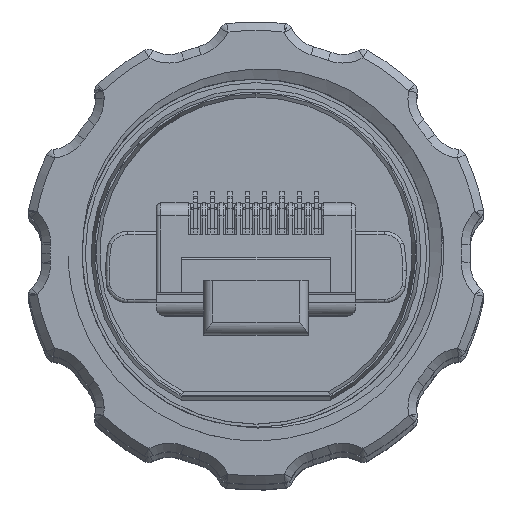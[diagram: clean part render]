
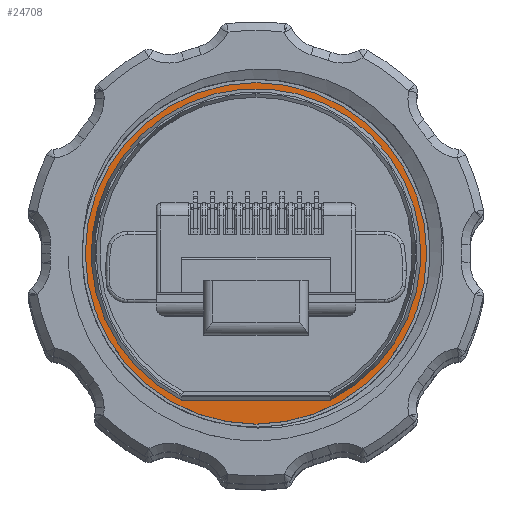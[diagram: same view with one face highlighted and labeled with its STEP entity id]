
A CAD part, top view. The second image highlights one B-rep face of the part: STEP entity #24708.
In plain terms, the highlighted planar face has unit normal (0, 0, 1).
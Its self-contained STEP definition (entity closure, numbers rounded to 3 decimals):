
#8850 = DIRECTION ( 'NONE',  ( 0., 0., -1. ) ) ;
#9416 = EDGE_CURVE ( 'NONE', #61190, #43964, #20518, .T. ) ;
#10368 = AXIS2_PLACEMENT_3D ( 'NONE', #82848, #41168, #89874 ) ;
#10983 = VERTEX_POINT ( 'NONE', #31412 ) ;
#11437 = ORIENTED_EDGE ( 'NONE', *, *, #60947, .T. ) ;
#11826 = AXIS2_PLACEMENT_3D ( 'NONE', #16388, #65085, #23398 ) ;
#16388 = CARTESIAN_POINT ( 'NONE',  ( 0., 0., 176. ) ) ;
#17469 = DIRECTION ( 'NONE',  ( 0., 0., 1. ) ) ;
#19311 = CARTESIAN_POINT ( 'NONE',  ( -4.377, -8.6, 176. ) ) ;
#20488 = CARTESIAN_POINT ( 'NONE',  ( -10.002, -8.6, 176. ) ) ;
#20518 = CIRCLE ( 'NONE', #33557, 9.65 ) ;
#23398 = DIRECTION ( 'NONE',  ( 1., 0., 0. ) ) ;
#24708 = ADVANCED_FACE ( 'NONE', ( #58218, #76832 ), #54812, .F. ) ;
#26725 = CIRCLE ( 'NONE', #11826, 10. ) ;
#28377 = ORIENTED_EDGE ( 'NONE', *, *, #79566, .F. ) ;
#31412 = CARTESIAN_POINT ( 'NONE',  ( 10., 0., 176. ) ) ;
#33557 = AXIS2_PLACEMENT_3D ( 'NONE', #50557, #8850, #57521 ) ;
#37055 = EDGE_CURVE ( 'NONE', #10983, #88276, #26725, .T. ) ;
#37360 = ORIENTED_EDGE ( 'NONE', *, *, #37055, .T. ) ;
#39878 = CARTESIAN_POINT ( 'NONE',  ( -10., 0., 176. ) ) ;
#41168 = DIRECTION ( 'NONE',  ( 0., 0., -1. ) ) ;
#42997 = LINE ( 'NONE', #20488, #80088 ) ;
#43964 = VERTEX_POINT ( 'NONE', #59066 ) ;
#50381 = AXIS2_PLACEMENT_3D ( 'NONE', #59178, #17469, #66186 ) ;
#50557 = CARTESIAN_POINT ( 'NONE',  ( 0., 0., 176. ) ) ;
#54812 = PLANE ( 'NONE',  #10368 ) ;
#57521 = DIRECTION ( 'NONE',  ( 1., 0., 0. ) ) ;
#58218 = FACE_BOUND ( 'NONE', #81982, .T. ) ;
#59066 = CARTESIAN_POINT ( 'NONE',  ( 4.377, -8.6, 176. ) ) ;
#59178 = CARTESIAN_POINT ( 'NONE',  ( 0., 0., 176. ) ) ;
#60947 = EDGE_CURVE ( 'NONE', #88276, #10983, #79034, .T. ) ;
#61190 = VERTEX_POINT ( 'NONE', #19311 ) ;
#65085 = DIRECTION ( 'NONE',  ( 0., 0., 1. ) ) ;
#66186 = DIRECTION ( 'NONE',  ( 1., 0., 0. ) ) ;
#69172 = ORIENTED_EDGE ( 'NONE', *, *, #9416, .T. ) ;
#69234 = DIRECTION ( 'NONE',  ( 1., 0., 0. ) ) ;
#76832 = FACE_OUTER_BOUND ( 'NONE', #83311, .T. ) ;
#79034 = CIRCLE ( 'NONE', #50381, 10. ) ;
#79566 = EDGE_CURVE ( 'NONE', #61190, #43964, #42997, .T. ) ;
#80088 = VECTOR ( 'NONE', #69234, 1000. ) ;
#81982 = EDGE_LOOP ( 'NONE', ( #69172, #28377 ) ) ;
#82848 = CARTESIAN_POINT ( 'NONE',  ( 0., 0., 176. ) ) ;
#83311 = EDGE_LOOP ( 'NONE', ( #11437, #37360 ) ) ;
#88276 = VERTEX_POINT ( 'NONE', #39878 ) ;
#89874 = DIRECTION ( 'NONE',  ( 1., 0., 0. ) ) ;
